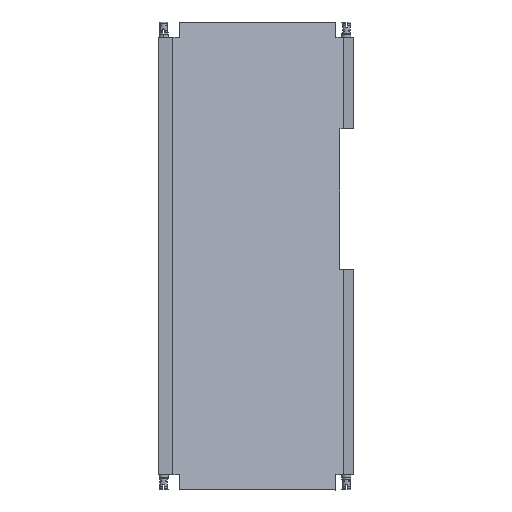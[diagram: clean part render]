
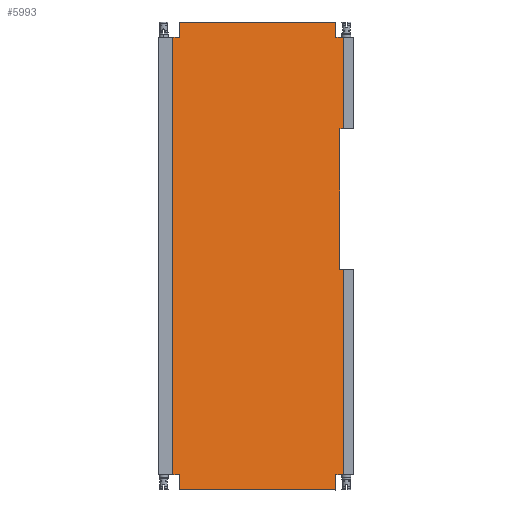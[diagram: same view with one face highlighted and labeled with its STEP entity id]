
A CAD part, top view. The second image highlights one B-rep face of the part: STEP entity #5993.
In plain terms, the highlighted planar face has unit normal (0.486, 0, 0.874).
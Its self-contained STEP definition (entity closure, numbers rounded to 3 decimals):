
#799=FACE_OUTER_BOUND('',#1097,.T.);
#1097=EDGE_LOOP('',(#5490,#5491,#5492,#5493,#5494,#5495,#5496,#5497,#5498,
#5499,#5500,#5501,#5502,#5503,#5504,#5505));
#1174=LINE('',#9569,#1533);
#1176=LINE('',#9575,#1535);
#1183=LINE('',#9587,#1542);
#1189=LINE('',#9600,#1548);
#1193=LINE('',#9607,#1552);
#1435=LINE('',#15064,#1794);
#1440=LINE('',#15075,#1799);
#1444=LINE('',#15082,#1803);
#1453=LINE('',#15101,#1812);
#1455=LINE('',#15105,#1814);
#1456=LINE('',#15106,#1815);
#1457=LINE('',#15108,#1816);
#1458=LINE('',#15110,#1817);
#1459=LINE('',#15112,#1818);
#1460=LINE('',#15114,#1819);
#1461=LINE('',#15115,#1820);
#1533=VECTOR('',#6931,10.);
#1535=VECTOR('',#6935,10.);
#1542=VECTOR('',#6946,10.);
#1548=VECTOR('',#6958,10.);
#1552=VECTOR('',#6964,10.);
#1794=VECTOR('',#8104,10.);
#1799=VECTOR('',#8111,10.);
#1803=VECTOR('',#8119,10.);
#1812=VECTOR('',#8136,10.);
#1814=VECTOR('',#8140,10.);
#1815=VECTOR('',#8141,10.);
#1816=VECTOR('',#8142,10.);
#1817=VECTOR('',#8143,10.);
#1818=VECTOR('',#8144,10.);
#1819=VECTOR('',#8145,10.);
#1820=VECTOR('',#8146,10.);
#2238=VERTEX_POINT('',#9559);
#2242=VERTEX_POINT('',#9567);
#2243=VERTEX_POINT('',#9571);
#2245=VERTEX_POINT('',#9574);
#2252=VERTEX_POINT('',#9599);
#2254=VERTEX_POINT('',#9605);
#2731=VERTEX_POINT('',#15061);
#2732=VERTEX_POINT('',#15063);
#2736=VERTEX_POINT('',#15072);
#2737=VERTEX_POINT('',#15074);
#2744=VERTEX_POINT('',#15100);
#2745=VERTEX_POINT('',#15104);
#2746=VERTEX_POINT('',#15107);
#2747=VERTEX_POINT('',#15109);
#2748=VERTEX_POINT('',#15111);
#2749=VERTEX_POINT('',#15113);
#2930=EDGE_CURVE('',#2238,#2242,#1174,.T.);
#2932=EDGE_CURVE('',#2245,#2243,#1176,.T.);
#2939=EDGE_CURVE('',#2242,#2245,#1183,.T.);
#2945=EDGE_CURVE('',#2252,#2238,#1189,.T.);
#2949=EDGE_CURVE('',#2243,#2254,#1193,.T.);
#3655=EDGE_CURVE('',#2731,#2732,#1435,.T.);
#3660=EDGE_CURVE('',#2737,#2736,#1440,.T.);
#3665=EDGE_CURVE('',#2736,#2732,#1444,.T.);
#3674=EDGE_CURVE('',#2737,#2744,#1453,.T.);
#3676=EDGE_CURVE('',#2254,#2745,#1455,.T.);
#3677=EDGE_CURVE('',#2745,#2744,#1456,.T.);
#3678=EDGE_CURVE('',#2731,#2746,#1457,.T.);
#3679=EDGE_CURVE('',#2746,#2747,#1458,.T.);
#3680=EDGE_CURVE('',#2748,#2747,#1459,.T.);
#3681=EDGE_CURVE('',#2748,#2749,#1460,.T.);
#3682=EDGE_CURVE('',#2749,#2252,#1461,.T.);
#5490=ORIENTED_EDGE('',*,*,#2932,.T.);
#5491=ORIENTED_EDGE('',*,*,#2949,.T.);
#5492=ORIENTED_EDGE('',*,*,#3676,.T.);
#5493=ORIENTED_EDGE('',*,*,#3677,.T.);
#5494=ORIENTED_EDGE('',*,*,#3674,.F.);
#5495=ORIENTED_EDGE('',*,*,#3660,.T.);
#5496=ORIENTED_EDGE('',*,*,#3665,.T.);
#5497=ORIENTED_EDGE('',*,*,#3655,.F.);
#5498=ORIENTED_EDGE('',*,*,#3678,.T.);
#5499=ORIENTED_EDGE('',*,*,#3679,.T.);
#5500=ORIENTED_EDGE('',*,*,#3680,.F.);
#5501=ORIENTED_EDGE('',*,*,#3681,.T.);
#5502=ORIENTED_EDGE('',*,*,#3682,.T.);
#5503=ORIENTED_EDGE('',*,*,#2945,.T.);
#5504=ORIENTED_EDGE('',*,*,#2930,.T.);
#5505=ORIENTED_EDGE('',*,*,#2939,.T.);
#5698=PLANE('',#6604);
#5993=ADVANCED_FACE('',(#799),#5698,.T.);
#6604=AXIS2_PLACEMENT_3D('',#15103,#8138,#8139);
#6931=DIRECTION('',(-0.874,0.,0.486));
#6935=DIRECTION('',(0.874,0.,-0.486));
#6946=DIRECTION('',(0.,1.,0.));
#6958=DIRECTION('',(0.,1.,0.));
#6964=DIRECTION('',(0.,1.,0.));
#8104=DIRECTION('',(0.,1.,0.));
#8111=DIRECTION('',(0.,-1.,0.));
#8119=DIRECTION('',(-0.874,0.,0.486));
#8136=DIRECTION('',(0.874,0.,-0.486));
#8138=DIRECTION('center_axis',(0.486,0.,0.874));
#8139=DIRECTION('ref_axis',(0.874,0.,-0.486));
#8140=DIRECTION('',(-0.874,0.,0.486));
#8141=DIRECTION('',(0.,1.,0.));
#8142=DIRECTION('',(0.874,0.,-0.486));
#8143=DIRECTION('',(0.,-1.,0.));
#8144=DIRECTION('',(-0.874,0.,0.486));
#8145=DIRECTION('',(0.,1.,0.));
#8146=DIRECTION('',(0.874,0.,-0.486));
#9559=CARTESIAN_POINT('',(116.856,145.,-61.258));
#9567=CARTESIAN_POINT('',(114.591,145.,-60.));
#9569=CARTESIAN_POINT('',(60.824,145.,-30.129));
#9571=CARTESIAN_POINT('',(116.856,237.7,-61.258));
#9574=CARTESIAN_POINT('',(114.591,237.7,-60.));
#9575=CARTESIAN_POINT('',(65.354,237.7,-32.646));
#9587=CARTESIAN_POINT('',(114.591,95.675,-60.));
#9599=CARTESIAN_POINT('',(116.856,10.,-61.258));
#9600=CARTESIAN_POINT('',(116.856,0.,-61.258));
#9605=CARTESIAN_POINT('',(116.856,297.7,-61.258));
#9607=CARTESIAN_POINT('',(116.856,0.,-61.258));
#15061=CARTESIAN_POINT('',(4.791,10.,1.));
#15063=CARTESIAN_POINT('',(4.791,297.7,1.));
#15064=CARTESIAN_POINT('',(4.791,0.,1.));
#15072=CARTESIAN_POINT('',(9.,297.7,-1.338));
#15074=CARTESIAN_POINT('',(9.,307.7,-1.338));
#15075=CARTESIAN_POINT('',(9.,153.85,-1.338));
#15082=CARTESIAN_POINT('',(5.211,297.7,0.767));
#15100=CARTESIAN_POINT('',(112.,307.7,-58.56));
#15101=CARTESIAN_POINT('',(116.856,307.7,-61.258));
#15103=CARTESIAN_POINT('Origin',(4.791,0.,1.));
#15104=CARTESIAN_POINT('',(112.,297.7,-58.56));
#15105=CARTESIAN_POINT('',(34.539,297.7,-15.527));
#15106=CARTESIAN_POINT('',(112.,153.85,-58.56));
#15107=CARTESIAN_POINT('',(9.,10.,-1.338));
#15108=CARTESIAN_POINT('',(5.22,10.,0.762));
#15109=CARTESIAN_POINT('',(9.,0.,-1.338));
#15110=CARTESIAN_POINT('',(9.,0.,-1.338));
#15111=CARTESIAN_POINT('',(112.,0.,-58.56));
#15112=CARTESIAN_POINT('',(116.856,0.,-61.258));
#15113=CARTESIAN_POINT('',(112.,10.,-58.56));
#15114=CARTESIAN_POINT('',(112.,0.,-58.56));
#15115=CARTESIAN_POINT('',(63.88,10.,-31.827));
